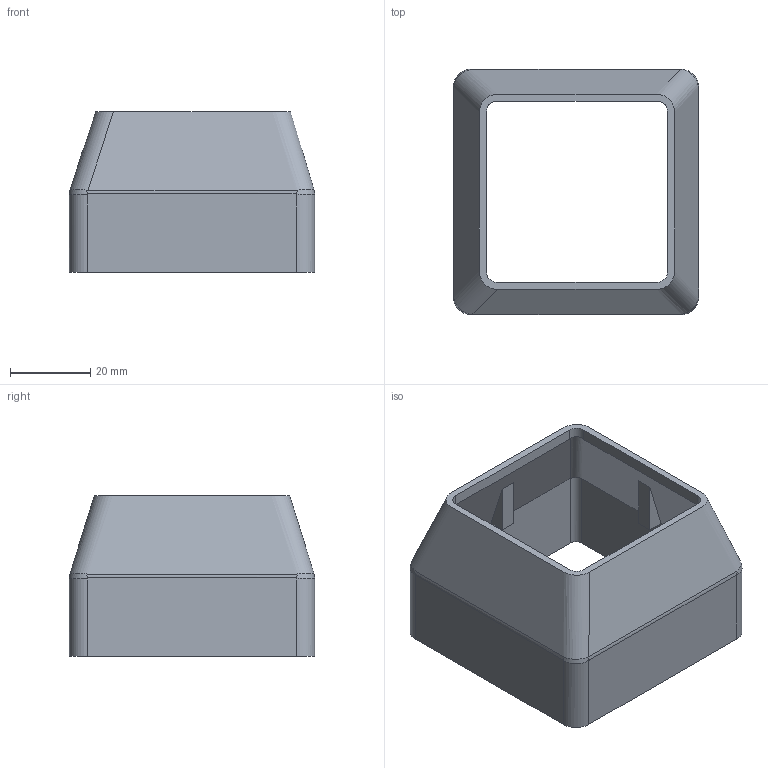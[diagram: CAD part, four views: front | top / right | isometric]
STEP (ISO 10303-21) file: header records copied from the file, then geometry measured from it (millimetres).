
FILE_DESCRIPTION (( 'STEP AP203' ), '1' );
FILE_NAME ('084.207.004.STEP', '2013-01-24T14:17:01', ( 'Alusic' ), ( 'Alusic' ), 'SwSTEP 2.0', 'SolidWorks 2011', '' );
FILE_SCHEMA (( 'CONFIG_CONTROL_DESIGN' ));
Length unit declared in the file: millimetre
Products named in the file (1): 084.207.004
Bounding box: 61 x 61 x 40 mm (x, y, z)
Volume: 20122.2 mm3; surface area: 18786.4 mm2
Topology: 1 solids, 1 shells, 56 faces, 158 edges, 108 vertices
Faces by surface type: plane 32, bspline 12, cylinder 12
Entity records: 5254 total; most frequent: CARTESIAN_POINT 3872, ORIENTED_EDGE 316, DIRECTION 202, EDGE_CURVE 158, VERTEX_POINT 108, B_SPLINE_CURVE_WITH_KNOTS 72, AXIS2_PLACEMENT_3D 71, EDGE_LOOP 62
